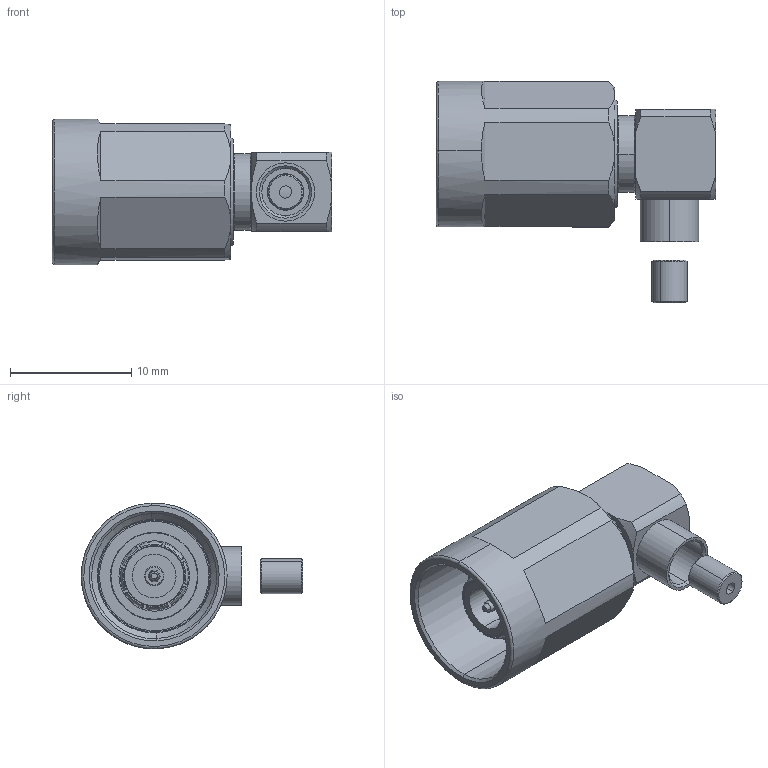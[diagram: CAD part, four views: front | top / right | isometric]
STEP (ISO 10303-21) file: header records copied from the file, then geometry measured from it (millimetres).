
FILE_DESCRIPTION (( 'STEP AP214' ), '1' );
FILE_NAME ('TC-402-NX10M-RA-LP-FM.STEP', '2021-03-29T22:06:49', ( '' ), ( '' ), 'SwSTEP 2.0', 'SolidWorks 2020', '' );
FILE_SCHEMA (( 'AUTOMOTIVE_DESIGN' ));
Length unit declared in the file: inch
Products named in the file (1): TC-402-NX10M-RA-LP-FM
Bounding box: 23 x 18.23 x 11.99 mm (x, y, z)
Volume: 1360.1 mm3; surface area: 1891.5 mm2
Topology: 2 solids, 3 shells, 213 faces, 510 edges, 320 vertices
Faces by surface type: cone 64, cylinder 63, plane 62, torus 24
Entity records: 6661 total; most frequent: CARTESIAN_POINT 1630, DIRECTION 1086, ORIENTED_EDGE 1020, EDGE_CURVE 510, AXIS2_PLACEMENT_3D 448, VERTEX_POINT 320, EDGE_LOOP 234, CIRCLE 234
